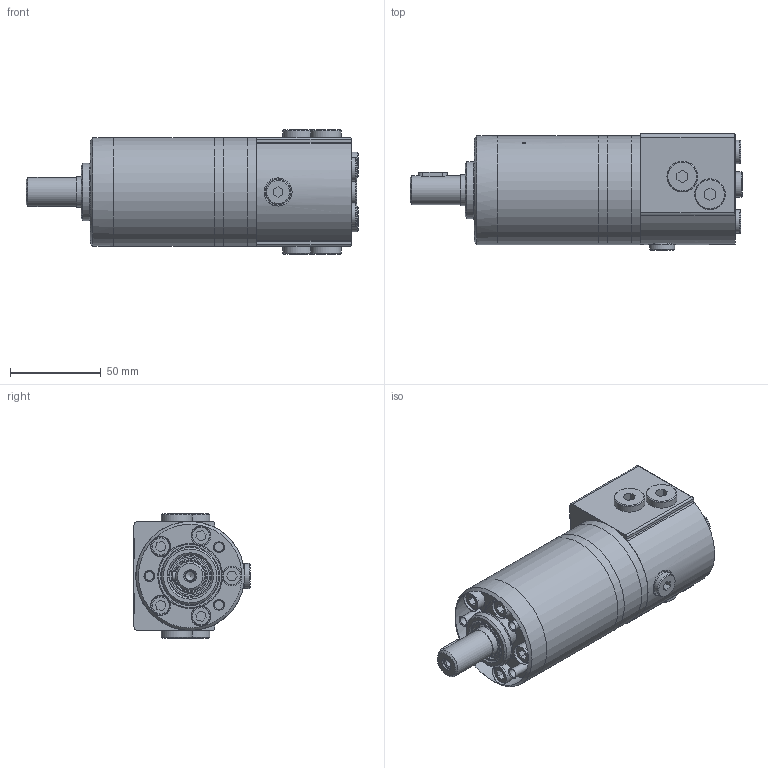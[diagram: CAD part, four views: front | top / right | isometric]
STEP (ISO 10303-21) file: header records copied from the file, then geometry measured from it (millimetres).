
FILE_DESCRIPTION( ( 'STEP AP214' ), '1' );
FILE_NAME( 'MMD32C_100.stp', '2019-11-21T09:58:00', ( '' ), ( '' ), ' ', 'PARTsolutions', ' ' );
FILE_SCHEMA( ( 'AUTOMOTIVE_DESIGN { 1 0 10303 214 1 1 1 1 }' ) );
Length unit declared in the file: millimetre
Products named in the file (8): MMD32C/100; _MMMF; _MMBO; _MMVP2; _MM32D; _MMVP; _MMDP; _MMCSH
Assembly tree (7 placements, depth 2):
  MMD32C/100
    _MMMF
    _MMBO
    _MMVP2
    _MM32D
    _MMVP
    _MMDP
    _MMCSH
Bounding box: 183.15 x 64 x 68.6 mm (x, y, z)
Volume: 434340.9 mm3; surface area: 76743.8 mm2
Topology: 7 solids, 7 shells, 270 faces, 592 edges, 381 vertices
Faces by surface type: plane 164, cylinder 67, cone 28, torus 11
Full cylindrical faces by diameter (mm): 2 x2, 4.917 x4, 6 x1, 8 x3, 10 x5, 11 x5, 13 x3, 13.8 x1, 13.9 x3, 14 x3, 14.95 x2, 15.5 x1, 16 x1, 16.93 x1, 17 x4, 17.3 x2, 21.1 x1, 23.5 x1, 31.5 x1, 32 x1, 35.8 x1, 60 x5
Entity records: 9395 total; most frequent: CARTESIAN_POINT 1504, DIRECTION 1179, ORIENTED_EDGE 964, EDGE_CURVE 482, AXIS2_PLACEMENT_3D 434, EDGE_LOOP 414, VERTEX_POINT 367, FACE_OUTER_BOUND 332
